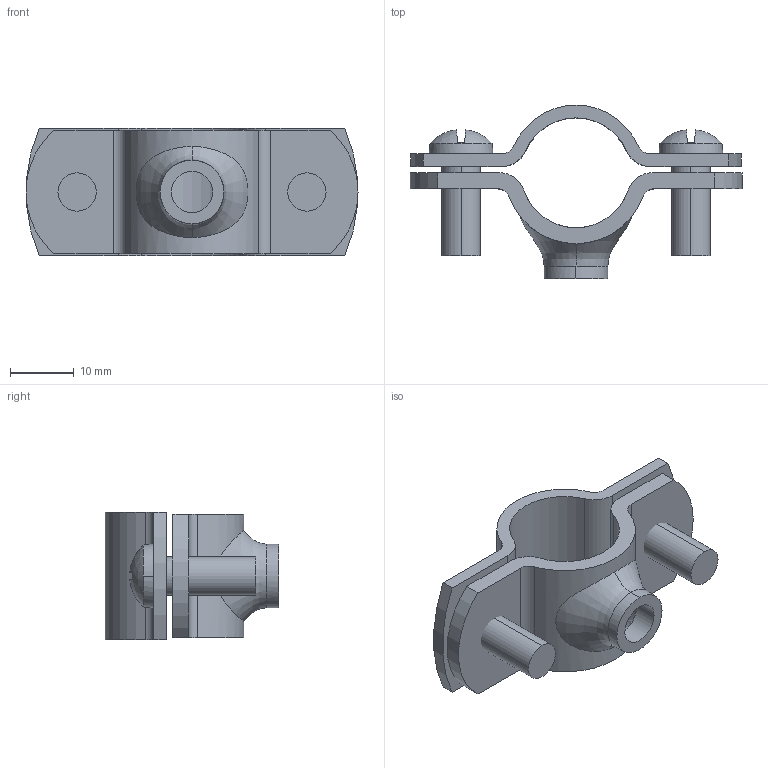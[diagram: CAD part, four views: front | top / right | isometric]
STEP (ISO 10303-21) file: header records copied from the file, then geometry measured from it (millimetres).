
FILE_DESCRIPTION (( 'STEP AP214' ), '1' );
FILE_NAME ('1387014.stp', '2018-10-29T13:04:04', ( '' ), ( '' ), 'SwSTEP 2.0', 'SolidWorks 2016', '' );
FILE_SCHEMA (( 'AUTOMOTIVE_DESIGN' ));
Length unit declared in the file: millimetre
Products named in the file (6): Assembly-1; SchelleM8; Schraube.1; Oberteil; Unterteil; 1387014
Assembly tree (6 placements, depth 4):
  1387014
    Assembly-1
      SchelleM8
        Unterteil
        Oberteil
        Schraube.1  x2
Bounding box: 52 x 27.2 x 20 mm (x, y, z)
Volume: 6131.4 mm3; surface area: 6428.5 mm2
Topology: 4 solids, 4 shells, 107 faces, 293 edges, 192 vertices
Faces by surface type: plane 45, cylinder 34, cone 16, bspline 8, sphere 4
Entity records: 6608 total; most frequent: CARTESIAN_POINT 4291, DIRECTION 443, ORIENTED_EDGE 428, EDGE_CURVE 214, AXIS2_PLACEMENT_3D 177, VERTEX_POINT 142, CIRCLE 93, EDGE_LOOP 90
